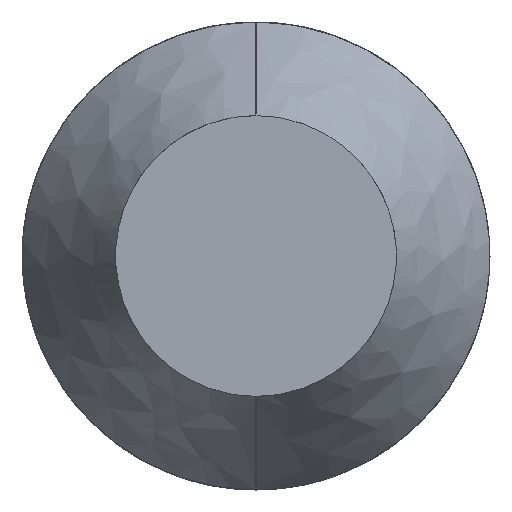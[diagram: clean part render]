
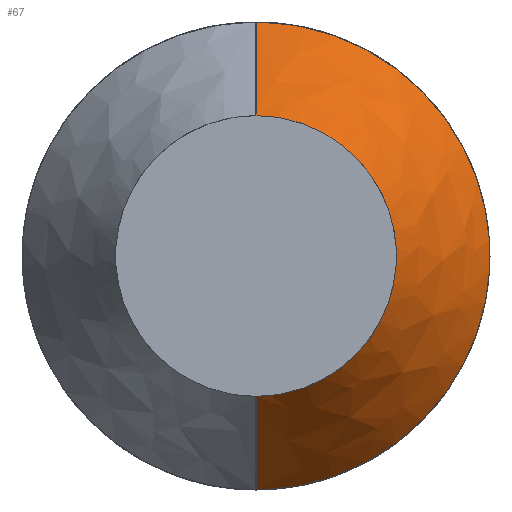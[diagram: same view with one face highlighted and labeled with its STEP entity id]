
A CAD part, front view. The second image highlights one B-rep face of the part: STEP entity #67.
In plain terms, the highlighted free-form (B-spline) face has degree [2, 1] with [5, 2] control points.
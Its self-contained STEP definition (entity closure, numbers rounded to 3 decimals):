
#67 = ADVANCED_FACE('',(#68),#104,.T.);
#68 = FACE_BOUND('',#69,.T.);
#69 = EDGE_LOOP('',(#70,#79,#89,#96));
#70 = ORIENTED_EDGE('',*,*,#71,.F.);
#71 = EDGE_CURVE('',#72,#74,#76,.T.);
#72 = VERTEX_POINT('',#73);
#73 = CARTESIAN_POINT('',(0.,21.055,
    30.391));
#74 = VERTEX_POINT('',#75);
#75 = CARTESIAN_POINT('',(0.,0.,
    18.235));
#76 = B_SPLINE_CURVE_WITH_KNOTS('',1,(#77,#78),.UNSPECIFIED.,.F.,.F.,(2,
    2),(0.,20.),.PIECEWISE_BEZIER_KNOTS.);
#77 = CARTESIAN_POINT('',(0.,21.055,30.391));
#78 = CARTESIAN_POINT('',(0.,0.,18.235));
#79 = ORIENTED_EDGE('',*,*,#80,.F.);
#80 = EDGE_CURVE('',#81,#72,#83,.T.);
#81 = VERTEX_POINT('',#82);
#82 = CARTESIAN_POINT('',(0.,21.055,
    -30.391));
#83 = ( BOUNDED_CURVE() B_SPLINE_CURVE(2,(#84,#85,#86,#87,#88),
.UNSPECIFIED.,.F.,.F.) B_SPLINE_CURVE_WITH_KNOTS((3,2,3),(
    0.,1.571,3.142),
.PIECEWISE_BEZIER_KNOTS.) CURVE() GEOMETRIC_REPRESENTATION_ITEM() 
RATIONAL_B_SPLINE_CURVE((1.,0.707,1.,0.707,1.)) 
REPRESENTATION_ITEM('') );
#84 = CARTESIAN_POINT('',(0.,21.055,
    -30.391));
#85 = CARTESIAN_POINT('',(30.391,21.055,
    -30.391));
#86 = CARTESIAN_POINT('',(30.391,21.055,
    0.));
#87 = CARTESIAN_POINT('',(30.391,21.055,
    30.391));
#88 = CARTESIAN_POINT('',(0.,21.055,
    30.391));
#89 = ORIENTED_EDGE('',*,*,#90,.F.);
#90 = EDGE_CURVE('',#91,#81,#93,.T.);
#91 = VERTEX_POINT('',#92);
#92 = CARTESIAN_POINT('',(0.,0.,
    -18.235));
#93 = B_SPLINE_CURVE_WITH_KNOTS('',1,(#94,#95),.UNSPECIFIED.,.F.,.F.,(2,
    2),(0.,20.),.PIECEWISE_BEZIER_KNOTS.);
#94 = CARTESIAN_POINT('',(0.,0.,-18.235));
#95 = CARTESIAN_POINT('',(0.,21.055,-30.391));
#96 = ORIENTED_EDGE('',*,*,#97,.F.);
#97 = EDGE_CURVE('',#74,#91,#98,.T.);
#98 = ( BOUNDED_CURVE() B_SPLINE_CURVE(2,(#99,#100,#101,#102,#103),
.UNSPECIFIED.,.F.,.F.) B_SPLINE_CURVE_WITH_KNOTS((3,2,3),(0.,
1.571,3.142),.PIECEWISE_BEZIER_KNOTS.) CURVE() 
GEOMETRIC_REPRESENTATION_ITEM() RATIONAL_B_SPLINE_CURVE((1.,
0.707,1.,0.707,1.)) REPRESENTATION_ITEM('') );
#99 = CARTESIAN_POINT('',(0.,0.,
    18.235));
#100 = CARTESIAN_POINT('',(18.235,0.,
    18.235));
#101 = CARTESIAN_POINT('',(18.235,0.,
    0.));
#102 = CARTESIAN_POINT('',(18.235,0.,
    -18.235));
#103 = CARTESIAN_POINT('',(0.,0.,
    -18.235));
#104 = ( BOUNDED_SURFACE() B_SPLINE_SURFACE(2,1,(
    (#105,#106)
    ,(#107,#108)
    ,(#109,#110)
    ,(#111,#112)
,(#113,#114
    )),.UNSPECIFIED.,.F.,.F.,.F.) B_SPLINE_SURFACE_WITH_KNOTS((3,2,3),(2
    ,2),(3.142,4.712,6.283),(0.,20.),
.PIECEWISE_BEZIER_KNOTS.) GEOMETRIC_REPRESENTATION_ITEM() 
RATIONAL_B_SPLINE_SURFACE((
    (1.,1.)
    ,(0.707,0.707)
    ,(1.,1.)
    ,(0.707,0.707)
,(1.,1.))) REPRESENTATION_ITEM('') SURFACE() );
#105 = CARTESIAN_POINT('',(0.,0.,-18.235));
#106 = CARTESIAN_POINT('',(0.,21.055,
    -30.391));
#107 = CARTESIAN_POINT('',(18.235,0.,-18.235));
#108 = CARTESIAN_POINT('',(30.391,21.055,
    -30.391));
#109 = CARTESIAN_POINT('',(18.235,0.,0.));
#110 = CARTESIAN_POINT('',(30.391,21.055,
    0.));
#111 = CARTESIAN_POINT('',(18.235,0.,18.235));
#112 = CARTESIAN_POINT('',(30.391,21.055,
    30.391));
#113 = CARTESIAN_POINT('',(0.,0.,18.235));
#114 = CARTESIAN_POINT('',(0.,21.055,
    30.391));
